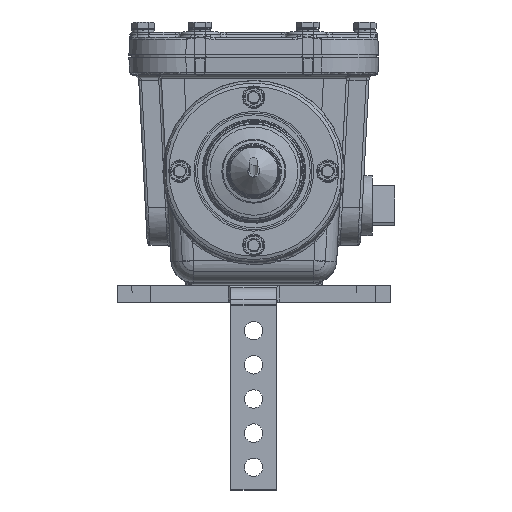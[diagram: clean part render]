
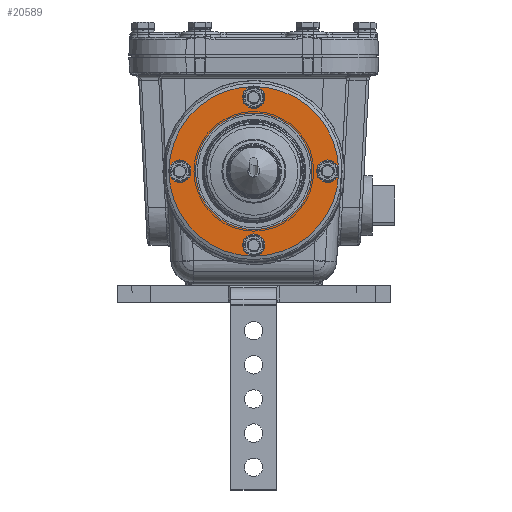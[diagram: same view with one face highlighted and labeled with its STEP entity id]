
A CAD part, top view. The second image highlights one B-rep face of the part: STEP entity #20589.
In plain terms, the highlighted face is planar.
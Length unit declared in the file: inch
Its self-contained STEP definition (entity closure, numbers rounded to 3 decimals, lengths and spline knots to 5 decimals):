
#20023=CARTESIAN_POINT('',(-1.7656,0.,-0.44));
#20024=VERTEX_POINT('',#20023);
#20025=CARTESIAN_POINT('',(-1.625,0.,-0.44));
#20026=DIRECTION('',(0.0,0.0,1.0));
#20027=DIRECTION('',(1.0,0.0,0.0));
#20028=AXIS2_PLACEMENT_3D('',#20025,#20026,#20027);
#20029=CIRCLE('',#20028,0.1406);
#20030=EDGE_CURVE('',#20024,#20024,#20029,.T.);
#20051=CARTESIAN_POINT('',(1.4844,0.,-0.44));
#20052=VERTEX_POINT('',#20051);
#20053=CARTESIAN_POINT('',(1.625,0.,-0.44));
#20054=DIRECTION('',(0.0,0.0,1.0));
#20055=DIRECTION('',(1.0,0.0,0.0));
#20056=AXIS2_PLACEMENT_3D('',#20053,#20054,#20055);
#20057=CIRCLE('',#20056,0.1406);
#20058=EDGE_CURVE('',#20052,#20052,#20057,.T.);
#20079=CARTESIAN_POINT('',(-0.1406,-1.625,-0.44));
#20080=VERTEX_POINT('',#20079);
#20081=CARTESIAN_POINT('',(0.0,-1.625,-0.44));
#20082=DIRECTION('',(0.0,0.0,1.0));
#20083=DIRECTION('',(1.0,0.0,0.0));
#20084=AXIS2_PLACEMENT_3D('',#20081,#20082,#20083);
#20085=CIRCLE('',#20084,0.1406);
#20086=EDGE_CURVE('',#20080,#20080,#20085,.T.);
#20107=CARTESIAN_POINT('',(-0.1406,1.625,-0.44));
#20108=VERTEX_POINT('',#20107);
#20109=CARTESIAN_POINT('',(0.0,1.625,-0.44));
#20110=DIRECTION('',(0.0,0.0,1.0));
#20111=DIRECTION('',(1.0,0.0,0.0));
#20112=AXIS2_PLACEMENT_3D('',#20109,#20110,#20111);
#20113=CIRCLE('',#20112,0.1406);
#20114=EDGE_CURVE('',#20108,#20108,#20113,.T.);
#20546=CARTESIAN_POINT('',(1.24021,0.,-0.44));
#20547=VERTEX_POINT('',#20546);
#20548=CARTESIAN_POINT('',(0.0,0.0,-0.44));
#20549=DIRECTION('',(0.0,0.0,-1.0));
#20550=DIRECTION('',(-1.0,0.0,0.0));
#20551=AXIS2_PLACEMENT_3D('',#20548,#20549,#20550);
#20552=CIRCLE('',#20551,1.24021);
#20553=EDGE_CURVE('',#20547,#20547,#20552,.T.);
#20558=CARTESIAN_POINT('',(0.0,0.0,-0.44));
#20559=DIRECTION('',(0.0,0.0,-1.0));
#20560=DIRECTION('',(-1.0,0.0,0.0));
#20561=AXIS2_PLACEMENT_3D('',#20558,#20559,#20560);
#20562=PLANE('',#20561);
#20563=CARTESIAN_POINT('',(1.86457,0.,-0.44));
#20564=VERTEX_POINT('',#20563);
#20565=CARTESIAN_POINT('',(0.0,0.0,-0.44));
#20566=DIRECTION('',(0.0,0.0,1.0));
#20567=DIRECTION('',(-1.0,0.0,0.0));
#20568=AXIS2_PLACEMENT_3D('',#20565,#20566,#20567);
#20569=CIRCLE('',#20568,1.86457);
#20570=EDGE_CURVE('',#20564,#20564,#20569,.T.);
#20571=ORIENTED_EDGE('',*,*,#20570,.F.);
#20572=EDGE_LOOP('',(#20571));
#20573=FACE_OUTER_BOUND('',#20572,.T.);
#20574=ORIENTED_EDGE('',*,*,#20030,.T.);
#20575=EDGE_LOOP('',(#20574));
#20576=FACE_BOUND('',#20575,.T.);
#20577=ORIENTED_EDGE('',*,*,#20058,.T.);
#20578=EDGE_LOOP('',(#20577));
#20579=FACE_BOUND('',#20578,.T.);
#20580=ORIENTED_EDGE('',*,*,#20086,.T.);
#20581=EDGE_LOOP('',(#20580));
#20582=FACE_BOUND('',#20581,.T.);
#20583=ORIENTED_EDGE('',*,*,#20114,.T.);
#20584=EDGE_LOOP('',(#20583));
#20585=FACE_BOUND('',#20584,.T.);
#20586=ORIENTED_EDGE('',*,*,#20553,.F.);
#20587=EDGE_LOOP('',(#20586));
#20588=FACE_BOUND('',#20587,.T.);
#20589=ADVANCED_FACE('',(#20573,#20576,#20579,#20582,#20585,#20588),#20562,.T.);
